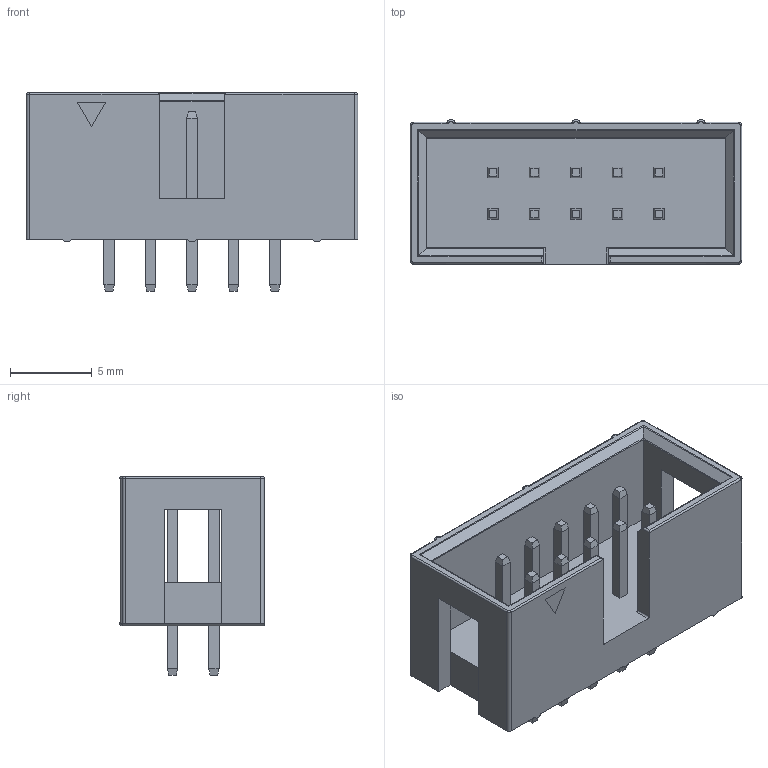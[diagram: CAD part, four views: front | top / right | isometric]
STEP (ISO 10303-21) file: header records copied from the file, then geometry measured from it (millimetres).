
FILE_DESCRIPTION (( 'STEP AP214' ), '1' );
FILE_NAME ('HDR-IDC-2.54-2X5P.step', '2022-09-22T06:48:30', ( '' ), ( '' ), 'SwSTEP 2.0', 'SolidWorks 2020', '' );
FILE_SCHEMA (( 'AUTOMOTIVE_DESIGN' ));
Length unit declared in the file: millimetre
Products named in the file (1): HDR-IDC-2.54-2X5P
Bounding box: 20.32 x 8.85 x 12.17 mm (x, y, z)
Volume: 749.7 mm3; surface area: 1329.2 mm2
Topology: 4 solids, 4 shells, 494 faces, 1244 edges, 780 vertices
Faces by surface type: plane 349, bspline 98, cylinder 34, torus 13
Entity records: 18524 total; most frequent: CARTESIAN_POINT 3981, ORIENTED_EDGE 2464, DIRECTION 1857, EDGE_CURVE 1232, LINE 961, VECTOR 961, VERTEX_POINT 780, EDGE_LOOP 532
